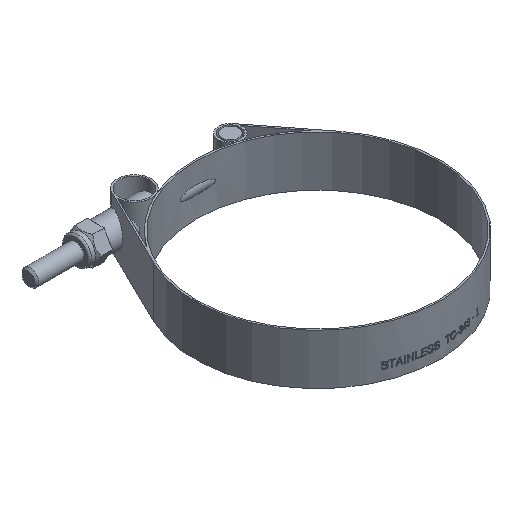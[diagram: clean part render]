
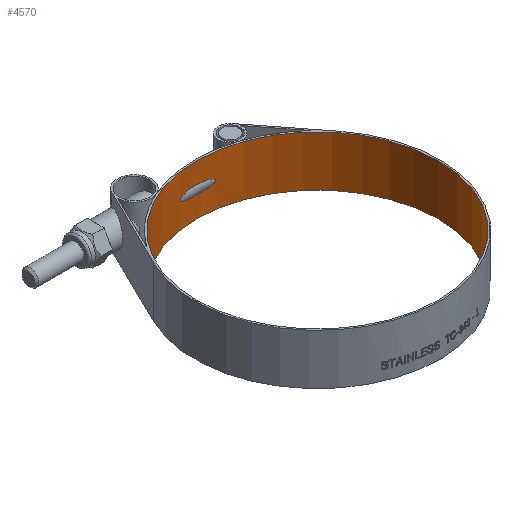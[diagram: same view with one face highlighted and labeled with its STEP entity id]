
A CAD part, isometric view. The second image highlights one B-rep face of the part: STEP entity #4570.
In plain terms, the highlighted cylindrical face has radius 45.593 mm (diameter 91.186 mm), a full revolution.
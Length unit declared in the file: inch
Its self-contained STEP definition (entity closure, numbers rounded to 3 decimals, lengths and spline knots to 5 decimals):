
#263=FACE_BOUND('',#897,.T.);
#359=CIRCLE('',#4844,1.795);
#360=CIRCLE('',#4845,1.795);
#616=FACE_OUTER_BOUND('',#896,.T.);
#896=EDGE_LOOP('',(#4247,#4248,#4249,#4250));
#897=EDGE_LOOP('',(#4251));
#1186=LINE('',#24293,#1467);
#1467=VECTOR('',#5630,1.795);
#1763=B_SPLINE_CURVE_WITH_KNOTS('',3,(#24026,#24027,#24028,#24029,#24030,
#24031,#24032,#24033,#24034,#24035,#24036,#24037,#24038,#24039,#24040,#24041,
#24042,#24043,#24044,#24045,#24046,#24047,#24048,#24049,#24050,#24051,#24052,
#24053,#24054,#24055,#24056,#24057,#24058,#24059,#24060,#24061,#24062,#24063,
#24064,#24065,#24066,#24067,#24068,#24069,#24070,#24071,#24072,#24073,#24074,
#24075,#24076,#24077,#24078,#24079,#24080,#24081,#24082,#24083),
 .UNSPECIFIED.,.T.,.F.,(4,2,2,2,2,2,2,2,2,2,2,2,2,2,2,2,2,2,2,2,2,2,2,2,
2,2,2,2,4),(0.,0.30865,0.46297,0.54014,0.6173,
0.65621,0.67566,0.69512,0.71457,
0.73403,0.77294,0.8501,0.92726,
1.08159,1.39024,1.69889,1.85321,1.93037,
2.00753,2.04644,2.0659,2.08535,2.10481,
2.12426,2.16317,2.24034,2.3175,2.47182,
2.78047),.UNSPECIFIED.);
#2202=VERTEX_POINT('',#24025);
#2222=VERTEX_POINT('',#24290);
#2223=VERTEX_POINT('',#24292);
#2867=EDGE_CURVE('',#2202,#2202,#1763,.T.);
#2907=EDGE_CURVE('',#2222,#2222,#359,.T.);
#2908=EDGE_CURVE('',#2222,#2223,#1186,.T.);
#2909=EDGE_CURVE('',#2223,#2223,#360,.T.);
#4247=ORIENTED_EDGE('',*,*,#2907,.F.);
#4248=ORIENTED_EDGE('',*,*,#2908,.T.);
#4249=ORIENTED_EDGE('',*,*,#2909,.F.);
#4250=ORIENTED_EDGE('',*,*,#2908,.F.);
#4251=ORIENTED_EDGE('',*,*,#2867,.T.);
#4320=CYLINDRICAL_SURFACE('',#4843,1.795);
#4570=ADVANCED_FACE('',(#616,#263),#4320,.F.);
#4843=AXIS2_PLACEMENT_3D('',#24289,#5626,#5627);
#4844=AXIS2_PLACEMENT_3D('',#24291,#5628,#5629);
#4845=AXIS2_PLACEMENT_3D('',#24294,#5631,#5632);
#5626=DIRECTION('center_axis',(0.,0.,1.));
#5627=DIRECTION('ref_axis',(-1.,0.,0.));
#5628=DIRECTION('center_axis',(0.,0.,1.));
#5629=DIRECTION('ref_axis',(-1.,0.,0.));
#5630=DIRECTION('',(0.,0.,1.));
#5631=DIRECTION('center_axis',(0.,0.,-1.));
#5632=DIRECTION('ref_axis',(-1.,0.,0.));
#24025=CARTESIAN_POINT('',(0.,1.795,0.06643));
#24026=CARTESIAN_POINT('Ctrl Pts',(0.,1.795,0.06643));
#24027=CARTESIAN_POINT('Ctrl Pts',(0.04051,1.795,0.06643));
#24028=CARTESIAN_POINT('Ctrl Pts',(0.08461,1.79351,0.06432));
#24029=CARTESIAN_POINT('Ctrl Pts',(0.1484,1.78898,0.0558));
#24030=CARTESIAN_POINT('Ctrl Pts',(0.16916,1.78712,0.0521));
#24031=CARTESIAN_POINT('Ctrl Pts',(0.19879,1.78399,0.04436));
#24032=CARTESIAN_POINT('Ctrl Pts',(0.2084,1.78289,0.04141));
#24033=CARTESIAN_POINT('Ctrl Pts',(0.22694,1.78062,0.03429));
#24034=CARTESIAN_POINT('Ctrl Pts',(0.23591,1.77945,0.0302));
#24035=CARTESIAN_POINT('Ctrl Pts',(0.24839,1.77774,0.02163));
#24036=CARTESIAN_POINT('Ctrl Pts',(0.25268,1.77713,0.01808));
#24037=CARTESIAN_POINT('Ctrl Pts',(0.25751,1.77643,0.01188));
#24038=CARTESIAN_POINT('Ctrl Pts',(0.25885,1.77624,0.00967));
#24039=CARTESIAN_POINT('Ctrl Pts',(0.26073,1.77596,0.00501));
#24040=CARTESIAN_POINT('Ctrl Pts',(0.26126,1.77588,0.00255));
#24041=CARTESIAN_POINT('Ctrl Pts',(0.26126,1.77588,-0.00255));
#24042=CARTESIAN_POINT('Ctrl Pts',(0.26073,1.77596,-0.00501));
#24043=CARTESIAN_POINT('Ctrl Pts',(0.25885,1.77624,-0.00967));
#24044=CARTESIAN_POINT('Ctrl Pts',(0.25751,1.77643,-0.01188));
#24045=CARTESIAN_POINT('Ctrl Pts',(0.25268,1.77713,-0.01808));
#24046=CARTESIAN_POINT('Ctrl Pts',(0.24839,1.77774,-0.02163));
#24047=CARTESIAN_POINT('Ctrl Pts',(0.23591,1.77945,-0.0302));
#24048=CARTESIAN_POINT('Ctrl Pts',(0.22694,1.78062,-0.03429));
#24049=CARTESIAN_POINT('Ctrl Pts',(0.2084,1.78289,-0.04141));
#24050=CARTESIAN_POINT('Ctrl Pts',(0.19879,1.78399,-0.04436));
#24051=CARTESIAN_POINT('Ctrl Pts',(0.16916,1.78712,-0.0521));
#24052=CARTESIAN_POINT('Ctrl Pts',(0.1484,1.78898,-0.0558));
#24053=CARTESIAN_POINT('Ctrl Pts',(0.08461,1.79351,-0.06432));
#24054=CARTESIAN_POINT('Ctrl Pts',(0.04051,1.795,-0.06643));
#24055=CARTESIAN_POINT('Ctrl Pts',(-0.04051,1.795,-0.06643));
#24056=CARTESIAN_POINT('Ctrl Pts',(-0.08461,1.79351,-0.06432));
#24057=CARTESIAN_POINT('Ctrl Pts',(-0.1484,1.78898,-0.0558));
#24058=CARTESIAN_POINT('Ctrl Pts',(-0.16916,1.78712,
-0.0521));
#24059=CARTESIAN_POINT('Ctrl Pts',(-0.19879,1.78399,
-0.04436));
#24060=CARTESIAN_POINT('Ctrl Pts',(-0.2084,1.78289,-0.04141));
#24061=CARTESIAN_POINT('Ctrl Pts',(-0.22694,1.78062,-0.03429));
#24062=CARTESIAN_POINT('Ctrl Pts',(-0.23591,1.77945,-0.0302));
#24063=CARTESIAN_POINT('Ctrl Pts',(-0.24839,1.77774,-0.02163));
#24064=CARTESIAN_POINT('Ctrl Pts',(-0.25268,1.77713,
-0.01808));
#24065=CARTESIAN_POINT('Ctrl Pts',(-0.25751,1.77643,
-0.01188));
#24066=CARTESIAN_POINT('Ctrl Pts',(-0.25885,1.77624,-0.00967));
#24067=CARTESIAN_POINT('Ctrl Pts',(-0.26073,1.77596,
-0.00501));
#24068=CARTESIAN_POINT('Ctrl Pts',(-0.26126,1.77588,-0.00255));
#24069=CARTESIAN_POINT('Ctrl Pts',(-0.26126,1.77588,0.00255));
#24070=CARTESIAN_POINT('Ctrl Pts',(-0.26073,1.77596,
0.00501));
#24071=CARTESIAN_POINT('Ctrl Pts',(-0.25885,1.77624,0.00967));
#24072=CARTESIAN_POINT('Ctrl Pts',(-0.25751,1.77643,
0.01188));
#24073=CARTESIAN_POINT('Ctrl Pts',(-0.25268,1.77713,
0.01808));
#24074=CARTESIAN_POINT('Ctrl Pts',(-0.24839,1.77774,0.02163));
#24075=CARTESIAN_POINT('Ctrl Pts',(-0.23591,1.77945,0.0302));
#24076=CARTESIAN_POINT('Ctrl Pts',(-0.22694,1.78062,0.03429));
#24077=CARTESIAN_POINT('Ctrl Pts',(-0.2084,1.78289,0.04141));
#24078=CARTESIAN_POINT('Ctrl Pts',(-0.19879,1.78399,
0.04436));
#24079=CARTESIAN_POINT('Ctrl Pts',(-0.16916,1.78712,
0.0521));
#24080=CARTESIAN_POINT('Ctrl Pts',(-0.1484,1.78898,0.0558));
#24081=CARTESIAN_POINT('Ctrl Pts',(-0.08461,1.79351,
0.06432));
#24082=CARTESIAN_POINT('Ctrl Pts',(-0.04051,1.795,0.06643));
#24083=CARTESIAN_POINT('Ctrl Pts',(0.,1.795,0.06643));
#24289=CARTESIAN_POINT('Origin',(0.,0.,0.));
#24290=CARTESIAN_POINT('',(1.795,0.,-0.375));
#24291=CARTESIAN_POINT('Origin',(0.,0.,-0.375));
#24292=CARTESIAN_POINT('',(1.795,0.,0.375));
#24293=CARTESIAN_POINT('',(1.795,0.,0.));
#24294=CARTESIAN_POINT('Origin',(0.,0.,0.375));
